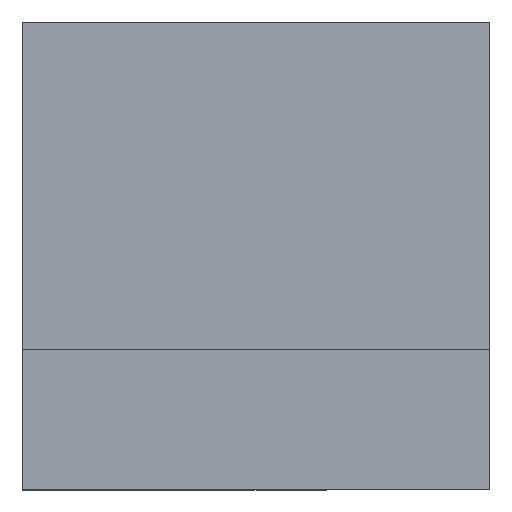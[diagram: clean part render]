
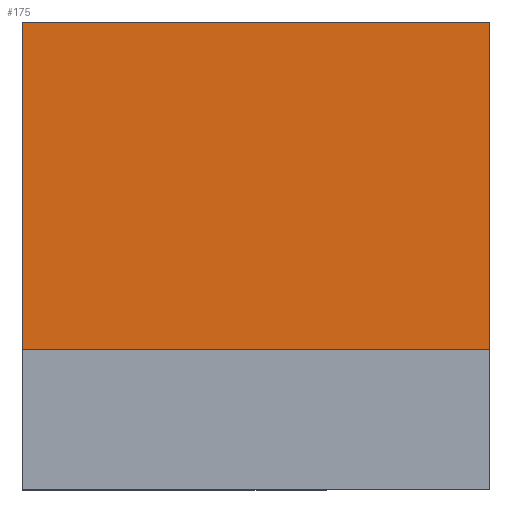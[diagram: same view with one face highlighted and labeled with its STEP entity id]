
A CAD part, left-side view. The second image highlights one B-rep face of the part: STEP entity #175.
In plain terms, the highlighted planar face has unit normal (-1, 0, 0).
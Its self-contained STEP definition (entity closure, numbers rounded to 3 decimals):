
#85 = VERTEX_POINT('',#86);
#86 = CARTESIAN_POINT('',(-0.4,-0.1,0.25));
#92 = EDGE_CURVE('',#93,#85,#95,.T.);
#93 = VERTEX_POINT('',#94);
#94 = CARTESIAN_POINT('',(-0.4,-0.1,-0.25));
#95 = LINE('',#96,#97);
#96 = CARTESIAN_POINT('',(-0.4,-0.1,0.));
#97 = VECTOR('',#98,1.);
#98 = DIRECTION('',(0.,0.,1.));
#114 = EDGE_CURVE('',#115,#85,#117,.T.);
#115 = VERTEX_POINT('',#116);
#116 = CARTESIAN_POINT('',(-0.4,0.25,0.25));
#117 = LINE('',#118,#119);
#118 = CARTESIAN_POINT('',(-0.4,0.075,0.25));
#119 = VECTOR('',#120,1.);
#120 = DIRECTION('',(-0.,-1.,-0.));
#141 = VERTEX_POINT('',#142);
#142 = CARTESIAN_POINT('',(-0.4,0.25,-0.25));
#148 = EDGE_CURVE('',#141,#115,#149,.T.);
#149 = LINE('',#150,#151);
#150 = CARTESIAN_POINT('',(-0.4,0.25,0.));
#151 = VECTOR('',#152,1.);
#152 = DIRECTION('',(0.,0.,1.));
#163 = EDGE_CURVE('',#141,#93,#164,.T.);
#164 = LINE('',#165,#166);
#165 = CARTESIAN_POINT('',(-0.4,0.075,-0.25));
#166 = VECTOR('',#167,1.);
#167 = DIRECTION('',(-0.,-1.,-0.));
#175 = ADVANCED_FACE('',(#176),#182,.F.);
#176 = FACE_BOUND('',#177,.T.);
#177 = EDGE_LOOP('',(#178,#179,#180,#181));
#178 = ORIENTED_EDGE('',*,*,#92,.T.);
#179 = ORIENTED_EDGE('',*,*,#114,.F.);
#180 = ORIENTED_EDGE('',*,*,#148,.F.);
#181 = ORIENTED_EDGE('',*,*,#163,.T.);
#182 = PLANE('',#183);
#183 = AXIS2_PLACEMENT_3D('',#184,#185,#186);
#184 = CARTESIAN_POINT('',(-0.4,-0.1,0.25));
#185 = DIRECTION('',(1.,-0.,0.));
#186 = DIRECTION('',(0.,0.,-1.));
